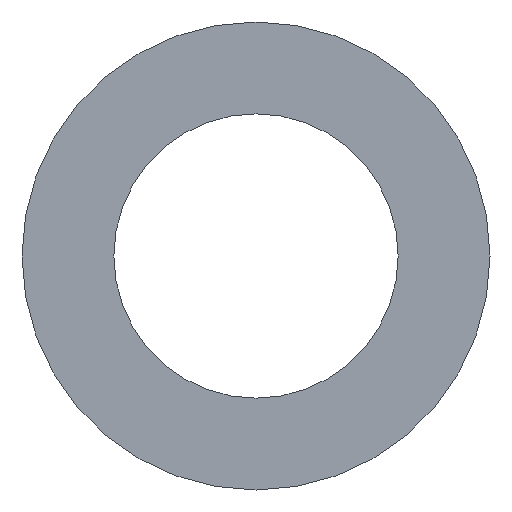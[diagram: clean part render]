
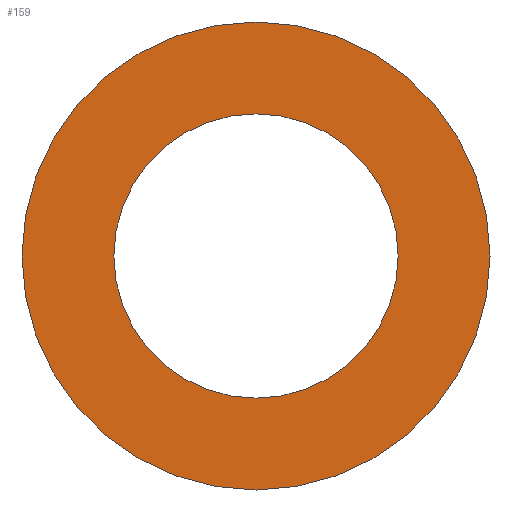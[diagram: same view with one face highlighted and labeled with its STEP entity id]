
A CAD part, front view. The second image highlights one B-rep face of the part: STEP entity #159.
In plain terms, the highlighted planar face has unit normal (0, -1, 0).
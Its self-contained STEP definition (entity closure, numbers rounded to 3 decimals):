
#7 = AXIS2_PLACEMENT_3D ( 'NONE', #239, #180, #30 ) ;
#9 = CARTESIAN_POINT ( 'NONE',  ( 0., 0., 12. ) ) ;
#10 = CARTESIAN_POINT ( 'NONE',  ( 0., 0., -12. ) ) ;
#12 = DIRECTION ( 'NONE',  ( 0., -1., 0. ) ) ;
#30 = DIRECTION ( 'NONE',  ( 0., 0., -1. ) ) ;
#34 = CIRCLE ( 'NONE', #62, 19.75 ) ;
#37 = EDGE_CURVE ( 'NONE', #203, #228, #34, .T. ) ;
#38 = DIRECTION ( 'NONE',  ( 0., 0., -1. ) ) ;
#55 = DIRECTION ( 'NONE',  ( 0., 0., -1. ) ) ;
#57 = ORIENTED_EDGE ( 'NONE', *, *, #87, .F. ) ;
#62 = AXIS2_PLACEMENT_3D ( 'NONE', #207, #161, #55 ) ;
#63 = PLANE ( 'NONE',  #137 ) ;
#67 = CARTESIAN_POINT ( 'NONE',  ( 0., 0., 0. ) ) ;
#85 = AXIS2_PLACEMENT_3D ( 'NONE', #67, #162, #116 ) ;
#87 = EDGE_CURVE ( 'NONE', #208, #224, #197, .T. ) ;
#95 = CARTESIAN_POINT ( 'NONE',  ( 0., 0., 0. ) ) ;
#105 = EDGE_LOOP ( 'NONE', ( #163, #121 ) ) ;
#110 = AXIS2_PLACEMENT_3D ( 'NONE', #95, #12, #38 ) ;
#111 = DIRECTION ( 'NONE',  ( 0., 1., 0. ) ) ;
#116 = DIRECTION ( 'NONE',  ( 0., 0., -1. ) ) ;
#121 = ORIENTED_EDGE ( 'NONE', *, *, #195, .T. ) ;
#126 = CARTESIAN_POINT ( 'NONE',  ( -19.75, 0., 0. ) ) ;
#137 = AXIS2_PLACEMENT_3D ( 'NONE', #126, #111, #154 ) ;
#154 = DIRECTION ( 'NONE',  ( 0., 0., 1. ) ) ;
#159 = ADVANCED_FACE ( 'NONE', ( #251, #193 ), #63, .F. ) ;
#161 = DIRECTION ( 'NONE',  ( 0., -1., 0. ) ) ;
#162 = DIRECTION ( 'NONE',  ( 0., -1., 0. ) ) ;
#163 = ORIENTED_EDGE ( 'NONE', *, *, #37, .T. ) ;
#180 = DIRECTION ( 'NONE',  ( 0., -1., 0. ) ) ;
#183 = EDGE_LOOP ( 'NONE', ( #241, #57 ) ) ;
#193 = FACE_OUTER_BOUND ( 'NONE', #105, .T. ) ;
#195 = EDGE_CURVE ( 'NONE', #228, #203, #227, .T. ) ;
#197 = CIRCLE ( 'NONE', #110, 12. ) ;
#200 = CARTESIAN_POINT ( 'NONE',  ( 0., 0., -19.75 ) ) ;
#203 = VERTEX_POINT ( 'NONE', #200 ) ;
#207 = CARTESIAN_POINT ( 'NONE',  ( 0., 0., 0. ) ) ;
#208 = VERTEX_POINT ( 'NONE', #9 ) ;
#224 = VERTEX_POINT ( 'NONE', #10 ) ;
#227 = CIRCLE ( 'NONE', #7, 19.75 ) ;
#228 = VERTEX_POINT ( 'NONE', #240 ) ;
#239 = CARTESIAN_POINT ( 'NONE',  ( 0., 0., 0. ) ) ;
#240 = CARTESIAN_POINT ( 'NONE',  ( 0., 0., 19.75 ) ) ;
#241 = ORIENTED_EDGE ( 'NONE', *, *, #253, .F. ) ;
#251 = FACE_BOUND ( 'NONE', #183, .T. ) ;
#253 = EDGE_CURVE ( 'NONE', #224, #208, #260, .T. ) ;
#260 = CIRCLE ( 'NONE', #85, 12. ) ;
